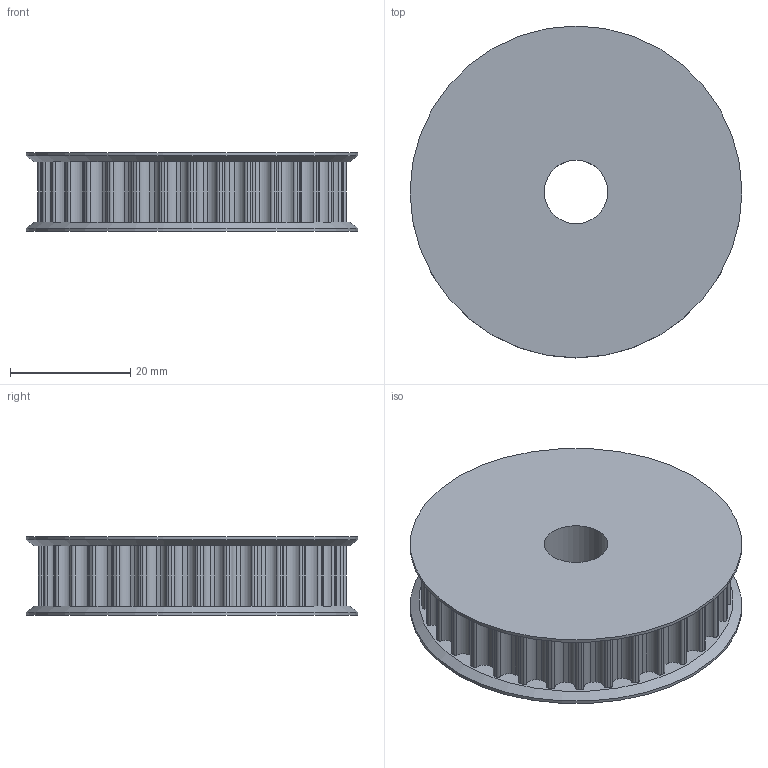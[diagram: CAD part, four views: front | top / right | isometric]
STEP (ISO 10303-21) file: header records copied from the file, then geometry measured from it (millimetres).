
FILE_DESCRIPTION(/* description */ ('STEP AP242','CAx-IF Rec.Pracs.---Representation and Presentation of Product Manufacturing Information (PMI)---4.0---2014-10-13','CAx-IF Rec.Pracs.---3D Tessellated Geometry---0.4---2014-09-14','2;1'),/* implementation_level */ '2;1');
FILE_NAME(/* name */ '688010b91c224a5bd34145b7',/* time_stamp */ '2025-07-22T22:29:14Z',/* author */ (''),/* organization */ (''),/* preprocessor_version */ 'ST-DEVELOPER v20',/* originating_system */ 'ONSHAPE BY PTC INC, 1.201',/* authorisation */ ' ');
FILE_SCHEMA (('AP242_MANAGED_MODEL_BASED_3D_ENGINEERING_MIM_LF { 1 0 10303 442 1 1 4 }'));
Length unit declared in the file: metre
Products named in the file (1): HTD-5mm-33T-Pulley
Bounding box: 55.23 x 55.23 x 13 mm (x, y, z)
Volume: 24621 mm3; surface area: 8649.3 mm2
Topology: 1 solids, 1 shells, 207 faces, 608 edges, 405 vertices
Faces by surface type: cylinder 201, plane 4, cone 2
Full cylindrical faces by diameter (mm): 10.6 x1, 55.234 x2
Entity records: 7130 total; most frequent: DIRECTION 1422, CARTESIAN_POINT 1214, ORIENTED_EDGE 1204, AXIS2_PLACEMENT_3D 612, EDGE_CURVE 602, VERTEX_POINT 404, CIRCLE 404, EDGE_LOOP 216
